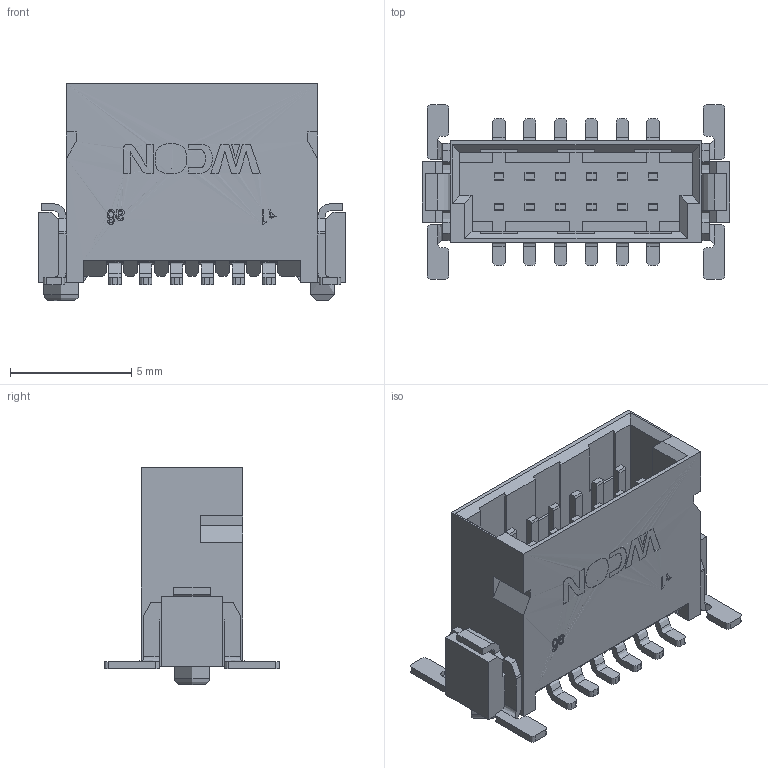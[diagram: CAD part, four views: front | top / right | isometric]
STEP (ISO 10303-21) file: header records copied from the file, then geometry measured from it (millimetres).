
FILE_DESCRIPTION( ('This file contains a STEP AP42 implementation' ,'as created by ZW3D STEP Interface translator.') ,'2;1' );
FILE_NAME( '3910-P012-082MSXWR1W.stp' ,'23 415.142114', (''), ('ZWCAD Software Co.'), 'Version 1.0', 'ZW3D to STEP translator', '' );
FILE_SCHEMA(('AUTOMOTIVE_DESIGN { 1 0 10303 214 1 1 1 1 }'));
Length unit declared in the file: millimetre
Products named in the file (2): 0; 3910-P012-082MS3WR1W
Bounding box: 12.67 x 7.2 x 8.95 mm (x, y, z)
Volume: 202.7 mm3
Topology: 1 solids, 3 shells, 936 faces, 2474 edges, 1576 vertices
Faces by surface type: plane 718, cylinder 166, bspline 51, torus 1
Full cylindrical faces by diameter (mm): 1.45 x1
Entity records: 30274 total; most frequent: CARTESIAN_POINT 6520, ORIENTED_EDGE 4946, DIRECTION 4367, EDGE_CURVE 2473, VECTOR 1951, LINE 1951, VERTEX_POINT 1575, AXIS2_PLACEMENT_3D 1208
